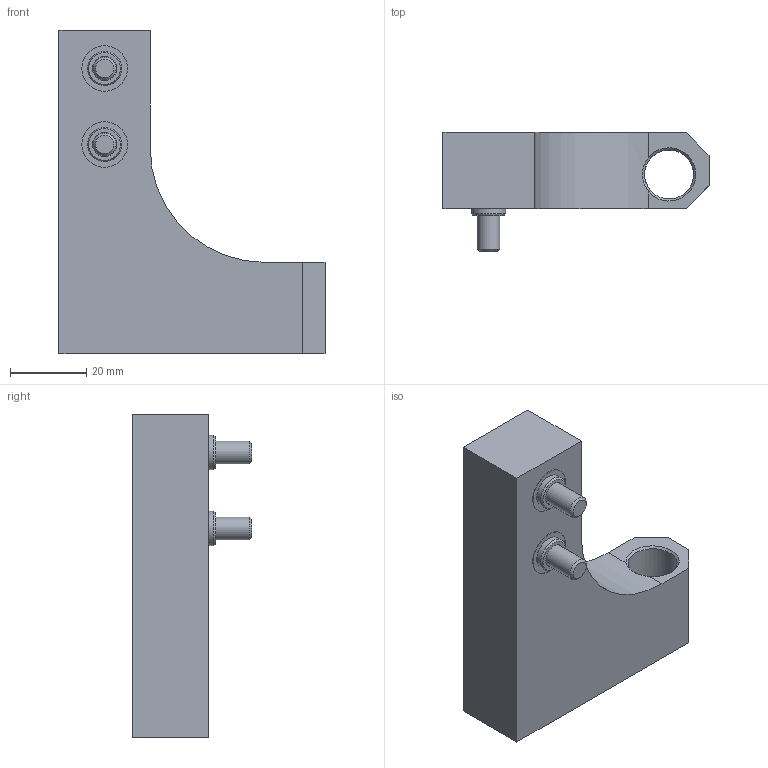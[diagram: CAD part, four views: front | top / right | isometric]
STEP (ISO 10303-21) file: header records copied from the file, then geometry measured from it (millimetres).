
FILE_DESCRIPTION(/* description */ ('STEP AP214'),/* implementation_level */ '2;1');
FILE_NAME(/* name */ '1812473_DADP-ES-G6-20',/* time_stamp */ '2024-08-12T19:53:28+02:00',/* author */ ('License CC BY-ND 4.0'),/* organization */ ('CADENAS'),/* preprocessor_version */ 'ST-DEVELOPER v19.3',/* originating_system */ 'PARTsolutions',/* authorisation */ ' ');
FILE_SCHEMA (('AUTOMOTIVE_DESIGN {1 0 10303 214 3 1 1}'));
Length unit declared in the file: millimetre
Products named in the file (4): 1812473 DADP-ES-G6-20; 1812473 DADP-ES-G6-20---(p); DIN-912 - M6x25(F); 548806 ZBV-12-9
Assembly tree (5 placements, depth 2):
  1812473 DADP-ES-G6-20
    1812473 DADP-ES-G6-20---(p)
    DIN-912 - M6x25(F)  x2
    548806 ZBV-12-9  x2
Bounding box: 70 x 31.4 x 85 mm (x, y, z)
Volume: 62873.7 mm3; surface area: 16491.8 mm2
Topology: 5 solids, 5 shells, 96 faces, 187 edges, 108 vertices
Faces by surface type: plane 50, cone 28, cylinder 18
Full cylindrical faces by diameter (mm): 6 x2, 6.4 x2, 6.6 x2, 9 x2, 10 x2, 11 x2, 12 x4, 12.917 x1
Entity records: 1564 total; most frequent: DIRECTION 268, CARTESIAN_POINT 262, ORIENTED_EDGE 194, AXIS2_PLACEMENT_3D 112, EDGE_CURVE 97, FACE_BOUND 95, EDGE_LOOP 94, VERTEX_POINT 70
